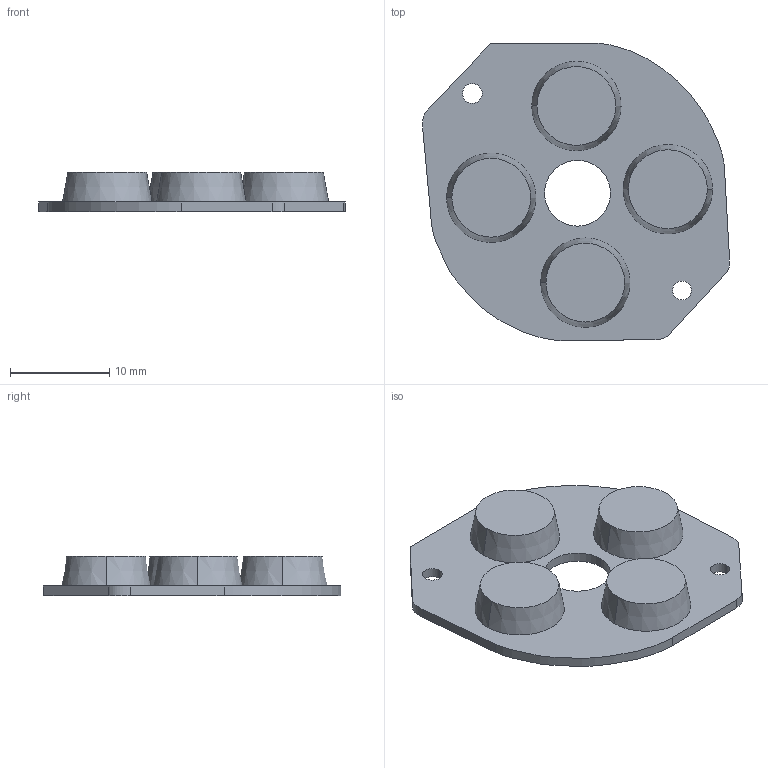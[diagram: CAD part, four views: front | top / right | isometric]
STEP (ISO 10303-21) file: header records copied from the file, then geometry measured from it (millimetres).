
FILE_DESCRIPTION (( 'STEP AP214' ), '1' );
FILE_NAME ('crossmole.STEP', '2020-06-15T21:01:31', ( '' ), ( '' ), 'SwSTEP 2.0', 'SolidWorks 2019', '' );
FILE_SCHEMA (( 'AUTOMOTIVE_DESIGN' ));
Length unit declared in the file: millimetre
Products named in the file (1): crossmole
Bounding box: 30.92 x 30 x 4 mm (x, y, z)
Volume: 1212.9 mm3; surface area: 1952.3 mm2
Topology: 1 solids, 1 shells, 43 faces, 99 edges, 66 vertices
Faces by surface type: plane 16, cylinder 14, cone 8, bspline 5
Entity records: 1365 total; most frequent: CARTESIAN_POINT 326, DIRECTION 211, ORIENTED_EDGE 198, EDGE_CURVE 99, AXIS2_PLACEMENT_3D 83, VERTEX_POINT 66, EDGE_LOOP 57, LINE 45
